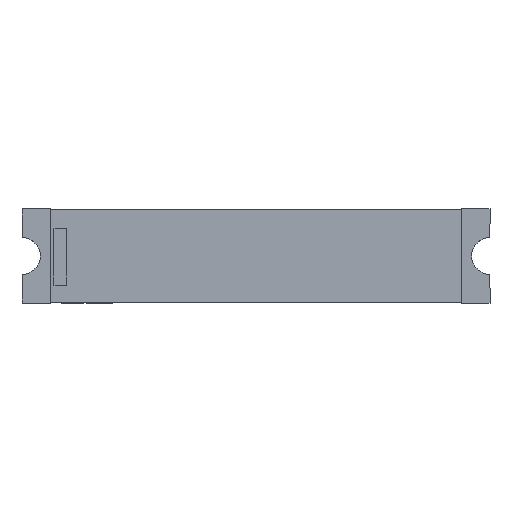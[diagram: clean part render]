
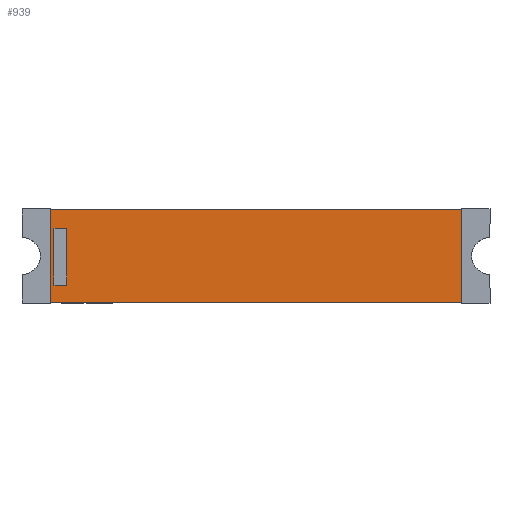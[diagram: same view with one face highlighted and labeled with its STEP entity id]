
A CAD part, top view. The second image highlights one B-rep face of the part: STEP entity #939.
In plain terms, the highlighted planar face has unit normal (0, 0, 1).
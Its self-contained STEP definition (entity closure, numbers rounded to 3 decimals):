
#53 = ORIENTED_EDGE ( 'NONE', *, *, #3696, .F. ) ;
#197 = ORIENTED_EDGE ( 'NONE', *, *, #2179, .F. ) ;
#511 = CARTESIAN_POINT ( 'NONE',  ( 6.6, 0., 0.5 ) ) ;
#585 = EDGE_CURVE ( 'NONE', #11238, #1580, #3745, .T. ) ;
#939 = ADVANCED_FACE ( 'NONE', ( #8479, #5659 ), #10098, .T. ) ;
#1033 = EDGE_LOOP ( 'NONE', ( #4480, #6776, #197, #53 ) ) ;
#1220 = DIRECTION ( 'NONE',  ( -1., 0., 0. ) ) ;
#1310 = LINE ( 'NONE', #5647, #2708 ) ;
#1357 = DIRECTION ( 'NONE',  ( 0., 1., 0. ) ) ;
#1541 = EDGE_CURVE ( 'NONE', #10022, #1580, #1310, .T. ) ;
#1580 = VERTEX_POINT ( 'NONE', #10260 ) ;
#1934 = EDGE_CURVE ( 'NONE', #11238, #8364, #3075, .T. ) ;
#1995 = EDGE_CURVE ( 'NONE', #9516, #7723, #6677, .T. ) ;
#2179 = EDGE_CURVE ( 'NONE', #2364, #9516, #11494, .T. ) ;
#2209 = LINE ( 'NONE', #8589, #3414 ) ;
#2214 = DIRECTION ( 'NONE',  ( 0., 1., 0. ) ) ;
#2364 = VERTEX_POINT ( 'NONE', #2910 ) ;
#2708 = VECTOR ( 'NONE', #10380, 1000. ) ;
#2910 = CARTESIAN_POINT ( 'NONE',  ( -6.073, -0.935, 0.5 ) ) ;
#3075 = LINE ( 'NONE', #11440, #8829 ) ;
#3255 = CARTESIAN_POINT ( 'NONE',  ( -6.073, 0.891, 0.5 ) ) ;
#3414 = VECTOR ( 'NONE', #7630, 1000. ) ;
#3696 = EDGE_CURVE ( 'NONE', #6578, #2364, #2209, .T. ) ;
#3745 = LINE ( 'NONE', #9384, #5820 ) ;
#3850 = CARTESIAN_POINT ( 'NONE',  ( -6.476, 0.891, 0.5 ) ) ;
#3907 = DIRECTION ( 'NONE',  ( 0., 0., 1. ) ) ;
#4117 = CARTESIAN_POINT ( 'NONE',  ( 6.6, -1.5, 0.5 ) ) ;
#4480 = ORIENTED_EDGE ( 'NONE', *, *, #4686, .F. ) ;
#4686 = EDGE_CURVE ( 'NONE', #7723, #6578, #5227, .T. ) ;
#4793 = VECTOR ( 'NONE', #2214, 1000. ) ;
#5161 = DIRECTION ( 'NONE',  ( 0., -1., 0. ) ) ;
#5209 = ORIENTED_EDGE ( 'NONE', *, *, #1541, .T. ) ;
#5227 = LINE ( 'NONE', #9667, #10945 ) ;
#5647 = CARTESIAN_POINT ( 'NONE',  ( -7.5, 1.5, 0.5 ) ) ;
#5659 = FACE_OUTER_BOUND ( 'NONE', #10545, .T. ) ;
#5820 = VECTOR ( 'NONE', #11143, 1000. ) ;
#6575 = CARTESIAN_POINT ( 'NONE',  ( -6.476, -0.935, 0.5 ) ) ;
#6578 = VERTEX_POINT ( 'NONE', #6575 ) ;
#6677 = LINE ( 'NONE', #10352, #7854 ) ;
#6776 = ORIENTED_EDGE ( 'NONE', *, *, #1995, .F. ) ;
#7260 = EDGE_CURVE ( 'NONE', #8364, #10022, #9589, .T. ) ;
#7466 = CARTESIAN_POINT ( 'NONE',  ( 6.6, 1.5, 0.5 ) ) ;
#7630 = DIRECTION ( 'NONE',  ( 1., 0., 0. ) ) ;
#7710 = ORIENTED_EDGE ( 'NONE', *, *, #1934, .T. ) ;
#7723 = VERTEX_POINT ( 'NONE', #3850 ) ;
#7753 = CARTESIAN_POINT ( 'NONE',  ( -6.6, -1.5, 0.5 ) ) ;
#7854 = VECTOR ( 'NONE', #1220, 1000. ) ;
#7939 = AXIS2_PLACEMENT_3D ( 'NONE', #10160, #3907, #11251 ) ;
#8364 = VERTEX_POINT ( 'NONE', #4117 ) ;
#8394 = ORIENTED_EDGE ( 'NONE', *, *, #7260, .T. ) ;
#8479 = FACE_BOUND ( 'NONE', #1033, .T. ) ;
#8589 = CARTESIAN_POINT ( 'NONE',  ( -6.476, -0.935, 0.5 ) ) ;
#8603 = DIRECTION ( 'NONE',  ( 1., 0., 0. ) ) ;
#8829 = VECTOR ( 'NONE', #8603, 1000. ) ;
#9256 = ORIENTED_EDGE ( 'NONE', *, *, #585, .F. ) ;
#9384 = CARTESIAN_POINT ( 'NONE',  ( -6.6, 0., 0.5 ) ) ;
#9516 = VERTEX_POINT ( 'NONE', #10685 ) ;
#9589 = LINE ( 'NONE', #511, #11838 ) ;
#9667 = CARTESIAN_POINT ( 'NONE',  ( -6.476, 0.891, 0.5 ) ) ;
#10022 = VERTEX_POINT ( 'NONE', #7466 ) ;
#10098 = PLANE ( 'NONE',  #7939 ) ;
#10160 = CARTESIAN_POINT ( 'NONE',  ( 0., 0., 0.5 ) ) ;
#10260 = CARTESIAN_POINT ( 'NONE',  ( -6.6, 1.5, 0.5 ) ) ;
#10352 = CARTESIAN_POINT ( 'NONE',  ( -6.476, 0.891, 0.5 ) ) ;
#10380 = DIRECTION ( 'NONE',  ( -1., 0., 0. ) ) ;
#10545 = EDGE_LOOP ( 'NONE', ( #7710, #8394, #5209, #9256 ) ) ;
#10685 = CARTESIAN_POINT ( 'NONE',  ( -6.073, 0.891, 0.5 ) ) ;
#10945 = VECTOR ( 'NONE', #5161, 1000. ) ;
#11143 = DIRECTION ( 'NONE',  ( 0., 1., 0. ) ) ;
#11238 = VERTEX_POINT ( 'NONE', #7753 ) ;
#11251 = DIRECTION ( 'NONE',  ( 1., 0., 0. ) ) ;
#11440 = CARTESIAN_POINT ( 'NONE',  ( -7.5, -1.5, 0.5 ) ) ;
#11494 = LINE ( 'NONE', #3255, #4793 ) ;
#11838 = VECTOR ( 'NONE', #1357, 1000. ) ;
